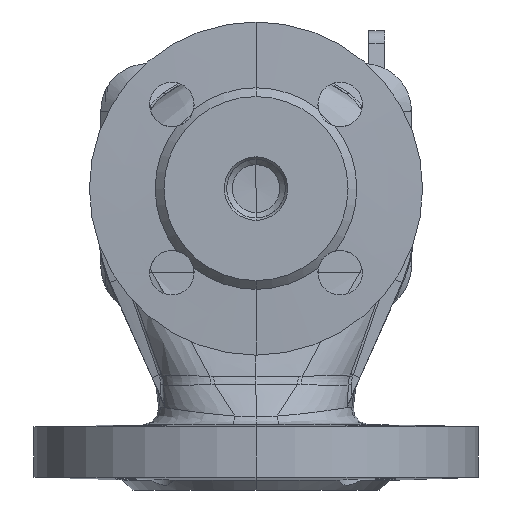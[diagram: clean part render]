
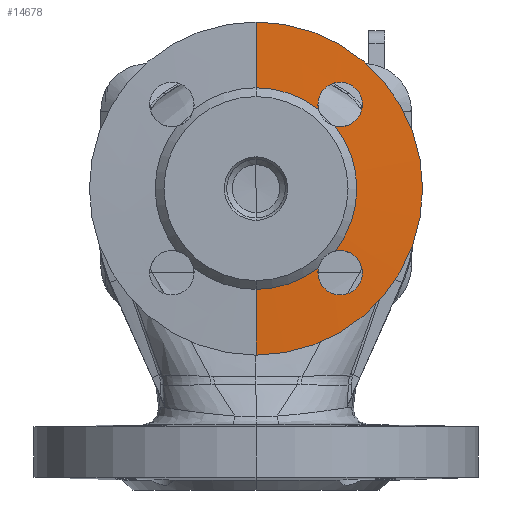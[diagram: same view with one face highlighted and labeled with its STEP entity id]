
A CAD part, front view. The second image highlights one B-rep face of the part: STEP entity #14678.
In plain terms, the highlighted conical face has half-angle 88 degrees and reference radius 42.138 mm.
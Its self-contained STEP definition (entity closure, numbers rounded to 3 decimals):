
#3007=CARTESIAN_POINT('',(24.935,-82.224,19.698));
#3015=CARTESIAN_POINT('',(19.698,-82.224,24.935));
#3017=CARTESIAN_POINT('',(19.698,-82.224,
-24.935));
#3025=CARTESIAN_POINT('',(24.935,-82.224,
-19.698));
#3036=CARTESIAN_POINT('',(19.517,-82.184,26.517));
#3037=CARTESIAN_POINT('',(19.517,-82.168,27.08));
#3038=CARTESIAN_POINT('',(19.653,-82.133,28.208));
#3039=CARTESIAN_POINT('',(20.258,-82.075,29.802));
#3040=CARTESIAN_POINT('',(21.226,-82.015,31.205));
#3041=CARTESIAN_POINT('',(22.502,-81.958,32.335));
#3042=CARTESIAN_POINT('',(24.012,-81.905,33.126));
#3043=CARTESIAN_POINT('',(25.667,-81.859,33.534));
#3044=CARTESIAN_POINT('',(27.371,-81.822,33.533));
#3045=CARTESIAN_POINT('',(29.025,-81.796,33.125));
#3046=CARTESIAN_POINT('',(30.533,-81.781,32.333));
#3047=CARTESIAN_POINT('',(31.808,-81.778,31.203));
#3048=CARTESIAN_POINT('',(32.776,-81.787,29.801));
#3049=CARTESIAN_POINT('',(33.38,-81.808,28.208));
#3050=CARTESIAN_POINT('',(33.517,-81.829,27.08));
#3051=CARTESIAN_POINT('',(33.517,-81.841,26.517));
#3053=CARTESIAN_POINT('',(19.698,-82.224,24.935));
#3054=CARTESIAN_POINT('',(19.658,-82.22,25.107));
#3055=CARTESIAN_POINT('',(19.591,-82.212,25.456));
#3056=CARTESIAN_POINT('',(19.53,-82.198,25.985));
#3057=CARTESIAN_POINT('',(19.517,-82.189,26.339));
#3058=CARTESIAN_POINT('',(19.517,-82.184,26.517));
#3060=CARTESIAN_POINT('',(0.,-82.224,0.));
#3061=DIRECTION('',(0.,-1.,0.));
#3062=DIRECTION('',(0.62,0.,0.785));
#3063=AXIS2_PLACEMENT_3D('',#3060,#3061,#3062);
#3065=CARTESIAN_POINT('',(0.,-82.224,0.));
#3066=DIRECTION('',(0.,-1.,0.));
#3067=DIRECTION('',(0.,0.,-1.));
#3068=AXIS2_PLACEMENT_3D('',#3065,#3066,#3067);
#3070=CARTESIAN_POINT('',(19.517,-82.184,
-26.517));
#3071=CARTESIAN_POINT('',(19.517,-82.189,
-26.339));
#3072=CARTESIAN_POINT('',(19.53,-82.198,
-25.985));
#3073=CARTESIAN_POINT('',(19.591,-82.212,
-25.456));
#3074=CARTESIAN_POINT('',(19.658,-82.22,
-25.107));
#3075=CARTESIAN_POINT('',(19.698,-82.224,
-24.935));
#3077=CARTESIAN_POINT('',(33.517,-81.841,
-26.517));
#3078=CARTESIAN_POINT('',(33.517,-81.829,
-27.08));
#3079=CARTESIAN_POINT('',(33.38,-81.808,
-28.208));
#3080=CARTESIAN_POINT('',(32.775,-81.787,
-29.801));
#3081=CARTESIAN_POINT('',(31.808,-81.778,
-31.203));
#3082=CARTESIAN_POINT('',(30.533,-81.781,
-32.333));
#3083=CARTESIAN_POINT('',(29.024,-81.796,
-33.125));
#3084=CARTESIAN_POINT('',(27.37,-81.822,
-33.533));
#3085=CARTESIAN_POINT('',(25.667,-81.859,
-33.534));
#3086=CARTESIAN_POINT('',(24.012,-81.905,
-33.126));
#3087=CARTESIAN_POINT('',(22.503,-81.958,
-32.335));
#3088=CARTESIAN_POINT('',(21.227,-82.015,
-31.205));
#3089=CARTESIAN_POINT('',(20.258,-82.075,
-29.802));
#3090=CARTESIAN_POINT('',(19.653,-82.133,
-28.208));
#3091=CARTESIAN_POINT('',(19.517,-82.168,
-27.08));
#3092=CARTESIAN_POINT('',(19.517,-82.184,
-26.517));
#3094=CARTESIAN_POINT('',(24.935,-82.224,
-19.698));
#3095=CARTESIAN_POINT('',(25.519,-82.211,
-19.562));
#3096=CARTESIAN_POINT('',(26.721,-82.18,
-19.442));
#3097=CARTESIAN_POINT('',(28.512,-82.123,
-19.726));
#3098=CARTESIAN_POINT('',(30.173,-82.06,
-20.457));
#3099=CARTESIAN_POINT('',(31.593,-81.997,
-21.585));
#3100=CARTESIAN_POINT('',(32.68,-81.937,
-23.037));
#3101=CARTESIAN_POINT('',(33.362,-81.884,
-24.718));
#3102=CARTESIAN_POINT('',(33.517,-81.854,
-25.917));
#3103=CARTESIAN_POINT('',(33.517,-81.841,
-26.517));
#3105=CARTESIAN_POINT('',(0.,-82.224,0.));
#3106=DIRECTION('',(0.,-1.,0.));
#3107=DIRECTION('',(0.785,0.,-0.62));
#3108=AXIS2_PLACEMENT_3D('',#3105,#3106,#3107);
#3110=CARTESIAN_POINT('',(33.517,-81.841,26.517));
#3111=CARTESIAN_POINT('',(33.517,-81.854,25.917));
#3112=CARTESIAN_POINT('',(33.362,-81.884,24.718));
#3113=CARTESIAN_POINT('',(32.68,-81.937,23.038));
#3114=CARTESIAN_POINT('',(31.593,-81.997,21.585));
#3115=CARTESIAN_POINT('',(30.173,-82.06,20.457));
#3116=CARTESIAN_POINT('',(28.513,-82.123,19.726));
#3117=CARTESIAN_POINT('',(26.721,-82.18,19.442));
#3118=CARTESIAN_POINT('',(25.519,-82.211,19.562));
#3119=CARTESIAN_POINT('',(24.935,-82.224,19.698));
#3330=CARTESIAN_POINT('',(0.,-81.5,0.));
#3331=DIRECTION('',(0.,-1.,0.));
#3332=DIRECTION('',(0.,0.,-1.));
#3333=AXIS2_PLACEMENT_3D('',#3330,#3331,#3332);
#3408=DIRECTION('',(0.,0.035,-0.999));
#3409=VECTOR('',#3408,20.736);
#3410=CARTESIAN_POINT('',(0.,-82.224,-31.776));
#3411=LINE('',#3410,#3409);
#3412=DIRECTION('',(0.,0.035,0.999));
#3413=VECTOR('',#3412,20.736);
#3414=CARTESIAN_POINT('',(0.,-82.224,31.776));
#3415=LINE('',#3414,#3413);
#7181=CARTESIAN_POINT('',(0.,-82.224,-31.776));
#7182=CARTESIAN_POINT('',(0.,-81.5,-52.5));
#7183=VERTEX_POINT('',#7181);
#7184=VERTEX_POINT('',#7182);
#7187=CARTESIAN_POINT('',(0.,-82.224,31.776));
#7188=CARTESIAN_POINT('',(0.,-81.5,52.5));
#7189=VERTEX_POINT('',#7187);
#7190=VERTEX_POINT('',#7188);
#7816=VERTEX_POINT('',#3017);
#7817=VERTEX_POINT('',#3025);
#7818=VERTEX_POINT('',#3070);
#7819=VERTEX_POINT('',#3103);
#7822=VERTEX_POINT('',#3007);
#7823=VERTEX_POINT('',#3015);
#7824=VERTEX_POINT('',#3036);
#7825=VERTEX_POINT('',#3051);
#14652=CARTESIAN_POINT('',(0.,-81.862,0.));
#14653=DIRECTION('',(0.,1.,0.));
#14654=DIRECTION('',(0.,0.,-1.));
#14655=AXIS2_PLACEMENT_3D('',#14652,#14653,#14654);
#14656=CONICAL_SURFACE('',#14655,42.138,88.);
#14658=ORIENTED_EDGE('',*,*,#14657,.F.);
#14659=ORIENTED_EDGE('',*,*,#14639,.F.);
#14660=ORIENTED_EDGE('',*,*,#14628,.T.);
#14662=ORIENTED_EDGE('',*,*,#14661,.T.);
#14664=ORIENTED_EDGE('',*,*,#14663,.F.);
#14666=ORIENTED_EDGE('',*,*,#14665,.F.);
#14667=ORIENTED_EDGE('',*,*,#14621,.T.);
#14669=ORIENTED_EDGE('',*,*,#14668,.F.);
#14671=ORIENTED_EDGE('',*,*,#14670,.F.);
#14673=ORIENTED_EDGE('',*,*,#14672,.F.);
#14674=ORIENTED_EDGE('',*,*,#14617,.T.);
#14675=ORIENTED_EDGE('',*,*,#14647,.F.);
#14676=EDGE_LOOP('',(#14658,#14659,#14660,#14662,#14664,#14666,#14667,#14669,
#14671,#14673,#14674,#14675));
#14677=FACE_OUTER_BOUND('',#14676,.F.);
#14678=ADVANCED_FACE('',(#14677),#14656,.T.);
#3052=B_SPLINE_CURVE_WITH_KNOTS('',3,(#3036,#3037,#3038,#3039,#3040,#3041,#3042,
#3043,#3044,#3045,#3046,#3047,#3048,#3049,#3050,#3051),.UNSPECIFIED.,.F.,.F.,(4,
1,1,1,1,1,1,1,1,1,1,1,1,4),(0.,0.077,0.154,
0.231,0.308,0.385,0.462,
0.538,0.615,0.692,0.769,
0.846,0.923,1.),.UNSPECIFIED.);
#3059=B_SPLINE_CURVE_WITH_KNOTS('',3,(#3053,#3054,#3055,#3056,#3057,#3058),
.UNSPECIFIED.,.F.,.F.,(4,1,1,4),(0.,0.333,0.667,1.),
.UNSPECIFIED.);
#3064=CIRCLE('',#3063,31.776);
#3069=CIRCLE('',#3068,31.776);
#3076=B_SPLINE_CURVE_WITH_KNOTS('',3,(#3070,#3071,#3072,#3073,#3074,#3075),
.UNSPECIFIED.,.F.,.F.,(4,1,1,4),(0.,0.333,0.667,1.),
.UNSPECIFIED.);
#3093=B_SPLINE_CURVE_WITH_KNOTS('',3,(#3077,#3078,#3079,#3080,#3081,#3082,#3083,
#3084,#3085,#3086,#3087,#3088,#3089,#3090,#3091,#3092),.UNSPECIFIED.,.F.,.F.,(4,
1,1,1,1,1,1,1,1,1,1,1,1,4),(0.,0.077,0.154,
0.231,0.308,0.385,0.462,
0.538,0.615,0.692,0.769,
0.846,0.923,1.),.UNSPECIFIED.);
#3104=B_SPLINE_CURVE_WITH_KNOTS('',3,(#3094,#3095,#3096,#3097,#3098,#3099,#3100,
#3101,#3102,#3103),.UNSPECIFIED.,.F.,.F.,(4,1,1,1,1,1,1,4),(0.,
0.143,0.286,0.429,0.571,
0.714,0.857,1.),.UNSPECIFIED.);
#3109=CIRCLE('',#3108,31.776);
#3120=B_SPLINE_CURVE_WITH_KNOTS('',3,(#3110,#3111,#3112,#3113,#3114,#3115,#3116,
#3117,#3118,#3119),.UNSPECIFIED.,.F.,.F.,(4,1,1,1,1,1,1,4),(0.,
0.143,0.286,0.429,0.571,
0.714,0.857,1.),.UNSPECIFIED.);
#3334=CIRCLE('',#3333,52.5);
#14617=EDGE_CURVE('',#7817,#7822,#3109,.T.);
#14621=EDGE_CURVE('',#7183,#7816,#3069,.T.);
#14628=EDGE_CURVE('',#7823,#7189,#3064,.T.);
#14639=EDGE_CURVE('',#7823,#7824,#3059,.T.);
#14647=EDGE_CURVE('',#7825,#7822,#3120,.T.);
#14657=EDGE_CURVE('',#7824,#7825,#3052,.T.);
#14661=EDGE_CURVE('',#7189,#7190,#3415,.T.);
#14663=EDGE_CURVE('',#7184,#7190,#3334,.T.);
#14665=EDGE_CURVE('',#7183,#7184,#3411,.T.);
#14668=EDGE_CURVE('',#7818,#7816,#3076,.T.);
#14670=EDGE_CURVE('',#7819,#7818,#3093,.T.);
#14672=EDGE_CURVE('',#7817,#7819,#3104,.T.);
